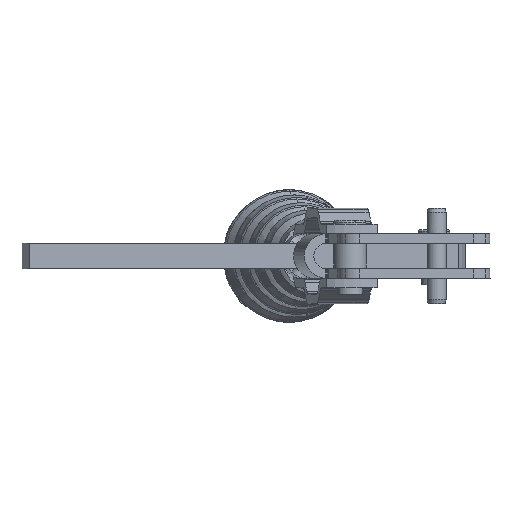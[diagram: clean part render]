
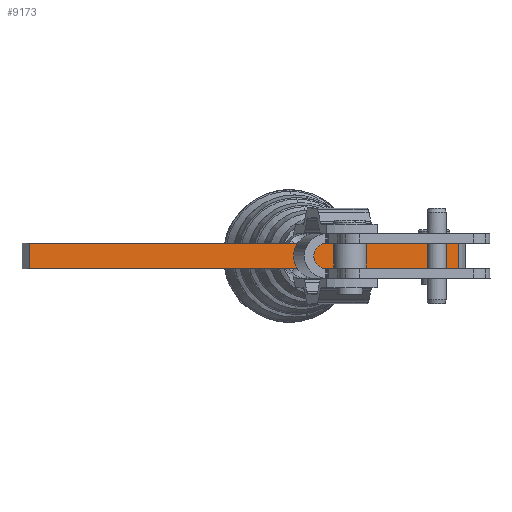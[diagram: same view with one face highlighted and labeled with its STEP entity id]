
A CAD part, front view. The second image highlights one B-rep face of the part: STEP entity #9173.
In plain terms, the highlighted planar face has unit normal (0.113, -0.994, 0).
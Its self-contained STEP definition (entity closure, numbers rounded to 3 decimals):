
#1841=CARTESIAN_POINT('',(86.421,45.718,14.349));
#1842=VERTEX_POINT('',#1841);
#8951=CARTESIAN_POINT('',(86.421,45.718,6.349));
#8952=VERTEX_POINT('',#8951);
#8960=CARTESIAN_POINT('',(-17.033,33.907,6.349));
#8961=VERTEX_POINT('',#8960);
#8962=CARTESIAN_POINT('',(-17.033,33.907,6.349));
#8963=DIRECTION('',(0.994,0.113,0.));
#8964=VECTOR('',#8963,104.126);
#8965=LINE('',#8962,#8964);
#8966=EDGE_CURVE('',#8961,#8952,#8965,.T.);
#8990=CARTESIAN_POINT('',(117.582,49.275,14.349));
#8991=VERTEX_POINT('',#8990);
#8999=CARTESIAN_POINT('',(117.582,49.275,6.349));
#9000=VERTEX_POINT('',#8999);
#9001=CARTESIAN_POINT('',(117.582,49.275,6.349));
#9002=DIRECTION('',(0.,0.,1.0));
#9003=VECTOR('',#9002,8.);
#9004=LINE('',#9001,#9003);
#9005=EDGE_CURVE('',#9000,#8991,#9004,.T.);
#9088=CARTESIAN_POINT('',(-17.033,33.907,14.349));
#9089=VERTEX_POINT('',#9088);
#9096=CARTESIAN_POINT('',(86.421,45.718,14.349));
#9097=DIRECTION('',(-0.994,-0.113,0.));
#9098=VECTOR('',#9097,104.126);
#9099=LINE('',#9096,#9098);
#9100=EDGE_CURVE('',#1842,#9089,#9099,.T.);
#9145=CARTESIAN_POINT('',(121.07,49.673,6.349));
#9146=DIRECTION('',(0.113,-0.994,0.));
#9147=DIRECTION('',(0.,0.,-1.0));
#9148=AXIS2_PLACEMENT_3D('',#9145,#9146,#9147);
#9149=PLANE('',#9148);
#9150=ORIENTED_EDGE('',*,*,#9005,.T.);
#9151=CARTESIAN_POINT('',(86.421,45.718,14.349));
#9152=DIRECTION('',(0.994,0.113,0.));
#9153=VECTOR('',#9152,31.364);
#9154=LINE('',#9151,#9153);
#9155=EDGE_CURVE('',#1842,#8991,#9154,.T.);
#9156=ORIENTED_EDGE('',*,*,#9155,.F.);
#9157=ORIENTED_EDGE('',*,*,#9100,.T.);
#9158=CARTESIAN_POINT('',(-17.033,33.907,6.349));
#9159=DIRECTION('',(0.,0.,1.0));
#9160=VECTOR('',#9159,8.0);
#9161=LINE('',#9158,#9160);
#9162=EDGE_CURVE('',#8961,#9089,#9161,.T.);
#9163=ORIENTED_EDGE('',*,*,#9162,.F.);
#9164=ORIENTED_EDGE('',*,*,#8966,.T.);
#9165=CARTESIAN_POINT('',(117.582,49.275,6.349));
#9166=DIRECTION('',(-0.994,-0.113,0.));
#9167=VECTOR('',#9166,31.364);
#9168=LINE('',#9165,#9167);
#9169=EDGE_CURVE('',#9000,#8952,#9168,.T.);
#9170=ORIENTED_EDGE('',*,*,#9169,.F.);
#9171=EDGE_LOOP('',(#9150,#9156,#9157,#9163,#9164,#9170));
#9172=FACE_OUTER_BOUND('',#9171,.T.);
#9173=ADVANCED_FACE('',(#9172),#9149,.T.);
